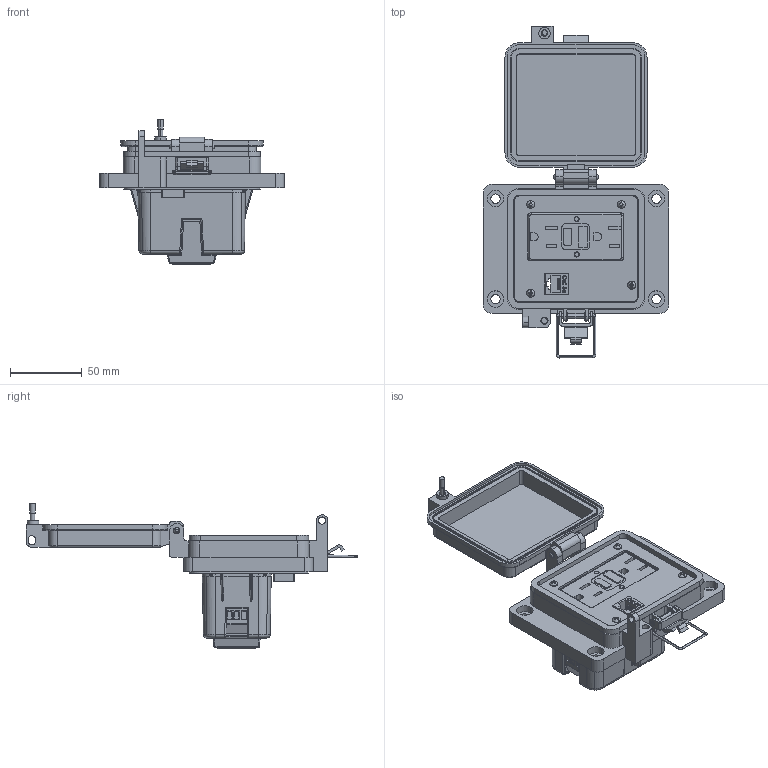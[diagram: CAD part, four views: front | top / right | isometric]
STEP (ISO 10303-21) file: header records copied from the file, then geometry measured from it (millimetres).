
FILE_DESCRIPTION (( 'STEP AP203' ), '1' );
FILE_NAME ('P-Q17-K3RF0_3D.STEP', '2021-12-09T14:24:47', ( '' ), ( '' ), 'SwSTEP 2.0', 'SolidWorks 2019', '' );
FILE_SCHEMA (( 'CONFIG_CONTROL_DESIGN' ));
Products named in the file (13): P-Q17-K3RF0_TP060_1; Z-120-RIOF-SHELL; P-Q17-K3RF0_FP060_1; P-Q17-K3RF0_3D; Z-200-OTLT-GFIH-15A_sheared; Z-000-4243316TFP; RF; R2; Z-200-OTLT-RIOF-15A; P-Q17-K3RF0_BP240_1; Z-300-RJ45CAT5; Z-H-K3_B; -K3
Assembly tree (15 placements, depth 4):
  P-Q17-K3RF0_3D
    P-Q17-K3RF0_BP240_1
    P-Q17-K3RF0_TP060_1
    P-Q17-K3RF0_FP060_1
    Z-000-4243316TFP  x4
    R2
      Z-300-RJ45CAT5
    -K3
      Z-H-K3_B
    RF
      Z-200-OTLT-RIOF-15A
        Z-120-RIOF-SHELL
        Z-200-OTLT-GFIH-15A_sheared
Bounding box: 129 x 231.18 x 101.5 mm (x, y, z)
Volume: 303241.8 mm3; surface area: 186913.3 mm2
Topology: 35 solids, 41 shells, 5085 faces, 13093 edges, 8246 vertices
Faces by surface type: plane 2240, cylinder 1334, bspline 1274, cone 114, torus 73, sphere 50
Entity records: 207387 total; most frequent: CARTESIAN_POINT 97558, ORIENTED_EDGE 25160, DIRECTION 18267, EDGE_CURVE 12580, VERTEX_POINT 7916, LINE 7399, VECTOR 7399, AXIS2_PLACEMENT_3D 5434
